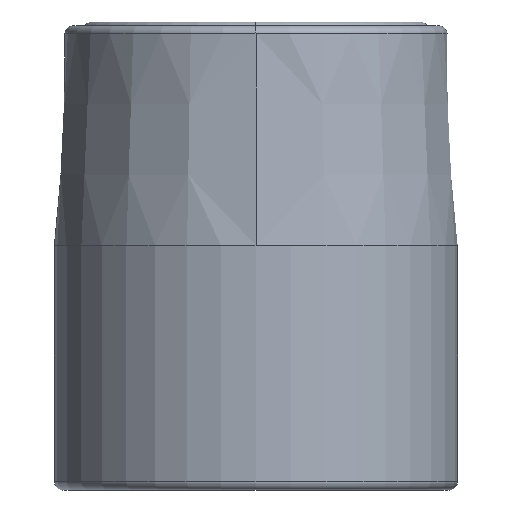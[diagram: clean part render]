
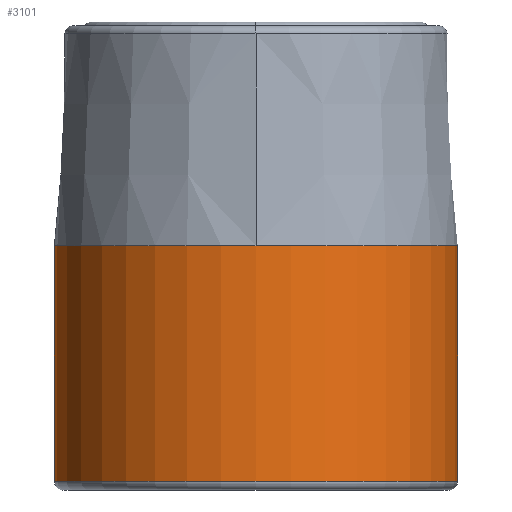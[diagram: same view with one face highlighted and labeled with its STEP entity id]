
A CAD part, front view. The second image highlights one B-rep face of the part: STEP entity #3101.
In plain terms, the highlighted cylindrical face has radius 16.5 mm (diameter 33 mm), a partial arc.
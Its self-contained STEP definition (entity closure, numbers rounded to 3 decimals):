
#2702=DIRECTION('',(0.,0.,1.));
#2703=VECTOR('',#2702,19.3);
#2704=CARTESIAN_POINT('',(-16.5,0.,0.4));
#2705=LINE('',#2704,#2703);
#2725=CARTESIAN_POINT('',(0.,0.,19.7));
#2726=DIRECTION('',(0.,0.,1.));
#2727=DIRECTION('',(1.,0.,0.));
#2728=AXIS2_PLACEMENT_3D('',#2725,#2726,#2727);
#2733=CARTESIAN_POINT('',(0.,0.,19.7));
#2734=DIRECTION('',(0.,0.,1.));
#2735=DIRECTION('',(0.,1.,0.));
#2736=AXIS2_PLACEMENT_3D('',#2733,#2734,#2735);
#2741=CARTESIAN_POINT('',(0.,0.,0.4));
#2742=DIRECTION('',(0.,0.,-1.));
#2743=DIRECTION('',(-1.,0.,0.));
#2744=AXIS2_PLACEMENT_3D('',#2741,#2742,#2743);
#2749=DIRECTION('',(0.,0.,1.));
#2750=VECTOR('',#2749,19.3);
#2751=CARTESIAN_POINT('',(16.5,0.,0.4));
#2752=LINE('',#2751,#2750);
#2890=CARTESIAN_POINT('',(-16.5,0.,0.4));
#2891=CARTESIAN_POINT('',(16.5,0.,0.4));
#2892=VERTEX_POINT('',#2890);
#2893=VERTEX_POINT('',#2891);
#2898=CARTESIAN_POINT('',(16.5,0.,19.7));
#2899=CARTESIAN_POINT('',(0.,16.5,19.7));
#2900=VERTEX_POINT('',#2898);
#2901=VERTEX_POINT('',#2899);
#2902=CARTESIAN_POINT('',(-16.5,0.,19.7));
#2903=VERTEX_POINT('',#2902);
#3086=CARTESIAN_POINT('',(0.,0.,-0.3));
#3087=DIRECTION('',(0.,0.,1.));
#3088=DIRECTION('',(1.,0.,0.));
#3089=AXIS2_PLACEMENT_3D('',#3086,#3087,#3088);
#3090=CYLINDRICAL_SURFACE('',#3089,16.5);
#3092=ORIENTED_EDGE('',*,*,#3091,.T.);
#3094=ORIENTED_EDGE('',*,*,#3093,.T.);
#3095=ORIENTED_EDGE('',*,*,#3073,.F.);
#3097=ORIENTED_EDGE('',*,*,#3096,.T.);
#3098=ORIENTED_EDGE('',*,*,#3069,.T.);
#3099=EDGE_LOOP('',(#3092,#3094,#3095,#3097,#3098));
#3100=FACE_OUTER_BOUND('',#3099,.F.);
#3101=ADVANCED_FACE('',(#3100),#3090,.T.);
#2729=CIRCLE('',#2728,16.5);
#2737=CIRCLE('',#2736,16.5);
#2745=CIRCLE('',#2744,16.5);
#3069=EDGE_CURVE('',#2893,#2900,#2752,.T.);
#3073=EDGE_CURVE('',#2892,#2903,#2705,.T.);
#3091=EDGE_CURVE('',#2900,#2901,#2729,.T.);
#3093=EDGE_CURVE('',#2901,#2903,#2737,.T.);
#3096=EDGE_CURVE('',#2892,#2893,#2745,.T.);
